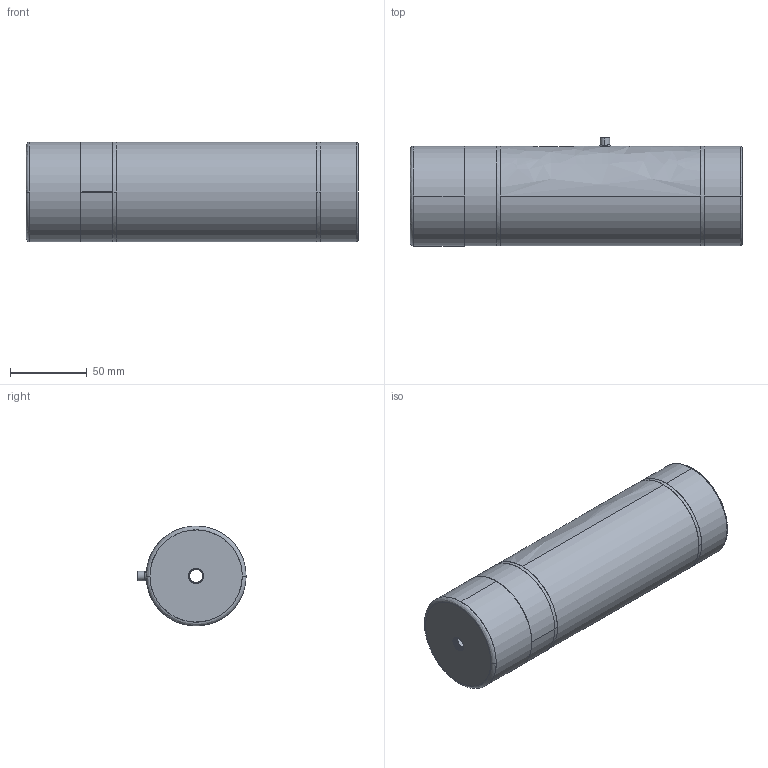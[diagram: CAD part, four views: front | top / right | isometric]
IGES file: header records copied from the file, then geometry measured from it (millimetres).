
Start section: SolidWorks IGES file using analytic representation for surfaces
Global section: file name: 05.IGS; native system: SolidWorks 2020; preprocessor: SolidWorks 2020; author: benja; date: 210314.210333; units: millimetre
Bounding box: 216 x 70.34 x 65 mm (x, y, z)
Surface area: 123947.9 mm2 (no closed solid volume)
Topology: 0 solids, 0 shells, 132 faces, 2057 edges, 2057 vertices
Faces by surface type: revolution 67, bspline 65
